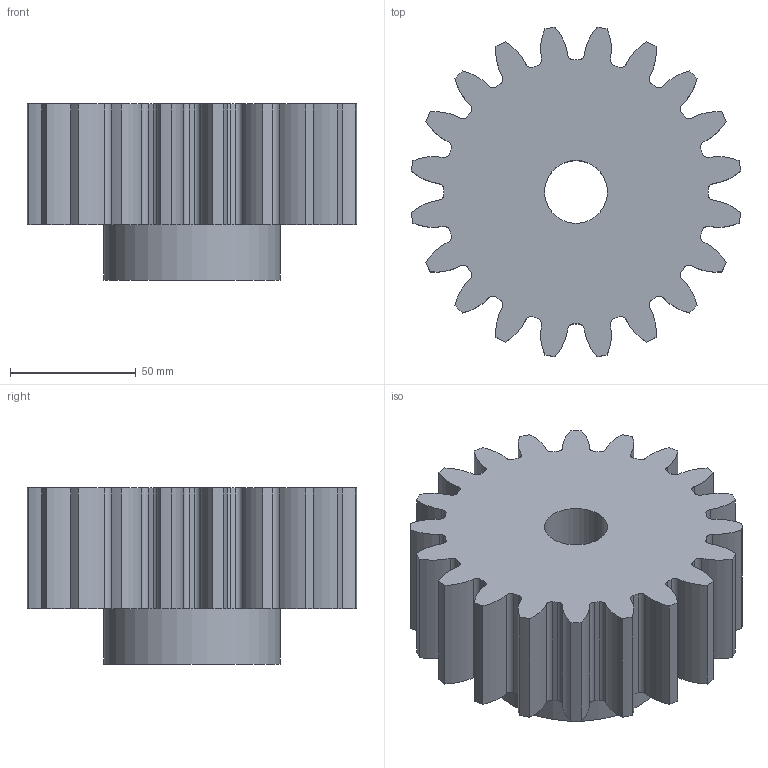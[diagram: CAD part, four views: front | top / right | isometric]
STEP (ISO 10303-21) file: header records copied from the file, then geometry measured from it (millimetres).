
FILE_DESCRIPTION (( 'STEP AP214' ), '1' );
FILE_NAME ('111-060-420.STEP', '2015-07-13T11:05:39', ( 'User' ), ( 'Hewlett-Packard Company' ), 'SwSTEP 2.0', 'SolidWorks 2012', '' );
FILE_SCHEMA (( 'AUTOMOTIVE_DESIGN' ));
Length unit declared in the file: millimetre
Products named in the file (1): 111-060-420
Bounding box: 130.96 x 130.96 x 70 mm (x, y, z)
Volume: 583457.1 mm3; surface area: 67378.2 mm2
Topology: 1 solids, 1 shells, 125 faces, 368 edges, 246 vertices
Faces by surface type: cylinder 122, plane 3
Full cylindrical faces by diameter (mm): 25 x1, 70 x1
Entity records: 5696 total; most frequent: DIRECTION 860, CARTESIAN_POINT 734, ORIENTED_EDGE 728, AXIS2_PLACEMENT_3D 370, EDGE_CURVE 364, VERTEX_POINT 244, CIRCLE 244, EDGE_LOOP 130
